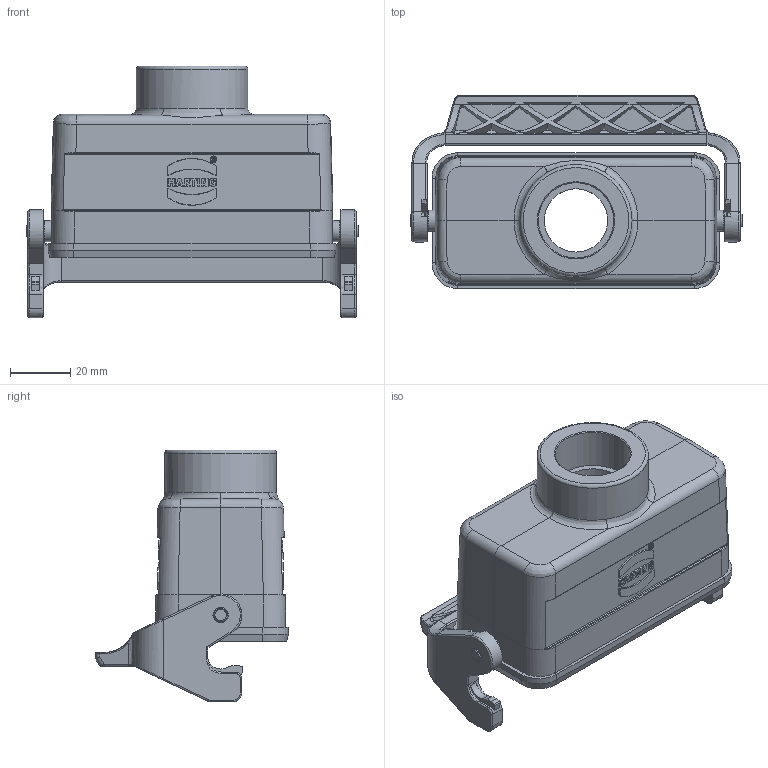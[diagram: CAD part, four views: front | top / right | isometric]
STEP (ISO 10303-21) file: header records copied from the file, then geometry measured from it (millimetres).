
FILE_DESCRIPTION(/* description */ (''),/* implementation_level */ '2;1');
FILE_NAME(/* name */ '100205853ugm000_c.stp',/* time_stamp */ '2017-11-03T15:18:05+01:00',/* author */ (''),/* organization */ (''),/* preprocessor_version */ 'ST-DEVELOPER v16',/* originating_system */ 'SIEMENS PLM Software NX 10.0',/* authorisation */ '');
FILE_SCHEMA (('AUTOMOTIVE_DESIGN { 1 0 10303 214 3 1 1 1 }'));
Length unit declared in the file: millimetre
Products named in the file (1): 100205853ugm000_c
Bounding box: 110.1 x 64.02 x 83.51 mm (x, y, z)
Volume: 73546.3 mm3; surface area: 44792.1 mm2
Topology: 2 solids, 2 shells, 816 faces, 2631 edges, 2380 vertices
Faces by surface type: plane 483, cylinder 170, bspline 128, torus 20, cone 15
Full cylindrical faces by diameter (mm): 0.95 x1, 1.05 x1, 2.05 x2, 3 x4, 4 x2, 4.8 x2, 5.1 x2, 7 x2, 21 x1, 25 x1, 37 x1
Entity records: 38486 total; most frequent: CARTESIAN_POINT 10727, ORIENTED_EDGE 4084, DIRECTION 3782, EDGE_CURVE 2042, LINE 1456, VECTOR 1456, PRESENTATION_STYLE_ASSIGNMENT 1334, VERTEX_POINT 1327
